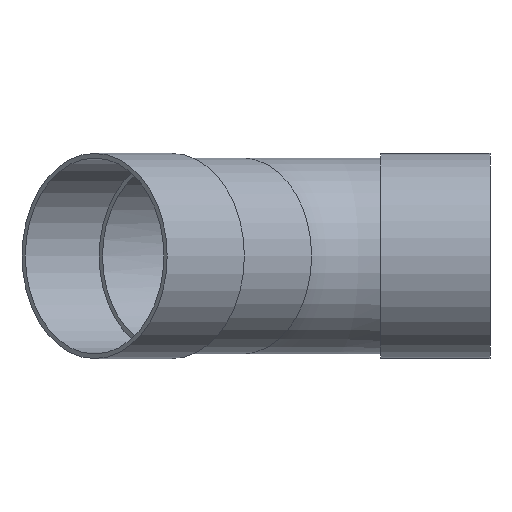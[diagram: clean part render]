
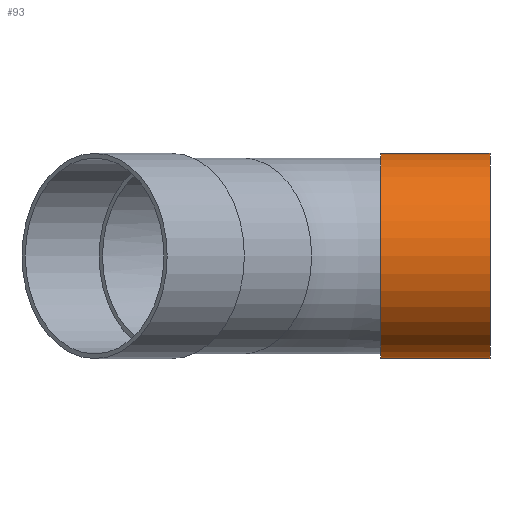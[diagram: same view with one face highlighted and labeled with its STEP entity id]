
A CAD part, left-side view. The second image highlights one B-rep face of the part: STEP entity #93.
In plain terms, the highlighted cylindrical face has radius 39.3 mm (diameter 78.6 mm), a full revolution.
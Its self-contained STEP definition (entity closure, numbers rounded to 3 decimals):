
#93 = ADVANCED_FACE( '', ( #191, #192 ), #193, .T. );
#191 = FACE_OUTER_BOUND( '', #295, .T. );
#192 = FACE_OUTER_BOUND( '', #296, .T. );
#193 = CYLINDRICAL_SURFACE( '', #297, 39.3 );
#295 = EDGE_LOOP( '', ( #415 ) );
#296 = EDGE_LOOP( '', ( #416 ) );
#297 = AXIS2_PLACEMENT_3D( '', #417, #418, #419 );
#415 = ORIENTED_EDGE( '', *, *, #516, .F. );
#416 = ORIENTED_EDGE( '', *, *, #533, .T. );
#417 = CARTESIAN_POINT( '', ( 0., 0., 0. ) );
#418 = DIRECTION( '', ( 0., 1., 0. ) );
#419 = DIRECTION( '', ( 0., 0., -1. ) );
#516 = EDGE_CURVE( '', #579, #579, #580, .T. );
#533 = EDGE_CURVE( '', #604, #604, #605, .T. );
#579 = VERTEX_POINT( '', #657 );
#580 = CIRCLE( '', #658, 39.3 );
#604 = VERTEX_POINT( '', #730 );
#605 = CIRCLE( '', #731, 39.3 );
#657 = CARTESIAN_POINT( '', ( 0., 0., -39.3 ) );
#658 = AXIS2_PLACEMENT_3D( '', #839, #840, #841 );
#730 = CARTESIAN_POINT( '', ( 0., 41.8, -39.3 ) );
#731 = AXIS2_PLACEMENT_3D( '', #863, #864, #865 );
#839 = CARTESIAN_POINT( '', ( 0., 0., 0. ) );
#840 = DIRECTION( '', ( 0., -1., 0. ) );
#841 = DIRECTION( '', ( 0., 0., -1. ) );
#863 = CARTESIAN_POINT( '', ( 0., 41.8, 0. ) );
#864 = DIRECTION( '', ( 0., -1., 0. ) );
#865 = DIRECTION( '', ( 0., 0., -1. ) );
